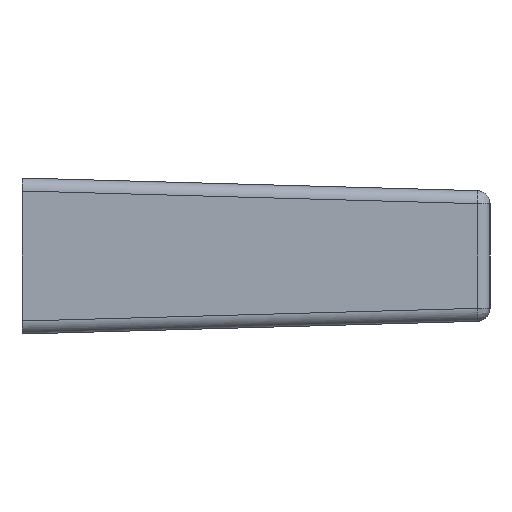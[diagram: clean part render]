
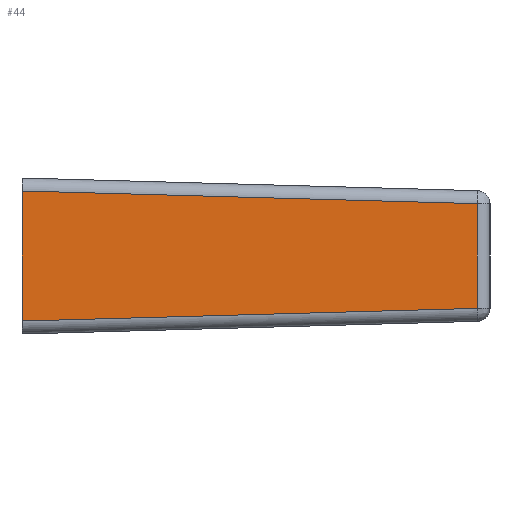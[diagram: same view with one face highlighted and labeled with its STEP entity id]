
A CAD part, left-side view. The second image highlights one B-rep face of the part: STEP entity #44.
In plain terms, the highlighted planar face has unit normal (-1, -0.028, 0).
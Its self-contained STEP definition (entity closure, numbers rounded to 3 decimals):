
#44=ADVANCED_FACE('',(#130),#129,.F.);
#129=PLANE('',#594);
#130=FACE_OUTER_BOUND('',#595,.T.);
#591=CARTESIAN_POINT('',(-93.93,-38.531,-6.));
#592=DIRECTION('',(1.,0.028,0.));
#593=DIRECTION('',(-0.028,1.,0.));
#594=AXIS2_PLACEMENT_3D('',#591,#592,#593);
#595=EDGE_LOOP('',(#1072,#1073,#1074,#1075));
#1072=ORIENTED_EDGE('',*,*,#1350,.T.);
#1073=ORIENTED_EDGE('',*,*,#1368,.T.);
#1074=ORIENTED_EDGE('',*,*,#1369,.T.);
#1075=ORIENTED_EDGE('',*,*,#1370,.T.);
#1350=EDGE_CURVE('',#1607,#1600,#1608,.T.);
#1368=EDGE_CURVE('',#1600,#1732,#1733,.T.);
#1369=EDGE_CURVE('',#1732,#1739,#1740,.T.);
#1370=EDGE_CURVE('',#1739,#1607,#1746,.T.);
#1600=VERTEX_POINT('',#2583);
#1607=VERTEX_POINT('',#2591);
#1608=LINE('',#2592,#2593);
#1732=VERTEX_POINT('',#2694);
#1733=LINE('',#2695,#2696);
#1739=VERTEX_POINT('',#2698);
#1740=LINE('',#2699,#2700);
#1746=LINE('',#2702,#2703);
#2583=CARTESIAN_POINT('',(-95.,0.,-5.));
#2591=CARTESIAN_POINT('',(-95.,0.,5.));
#2592=CARTESIAN_POINT('',(-95.,0.,5.));
#2593=VECTOR('',#2594,10.001);
#2594=DIRECTION('',(0.,0.,-1.));
#2694=CARTESIAN_POINT('',(-94.027,-35.028,-4.027));
#2695=CARTESIAN_POINT('',(-95.,0.,-5.));
#2696=VECTOR('',#2697,35.055);
#2697=DIRECTION('',(0.028,-0.999,0.028));
#2698=CARTESIAN_POINT('',(-94.027,-35.028,4.027));
#2699=CARTESIAN_POINT('',(-94.027,-35.028,-4.027));
#2700=VECTOR('',#2701,8.055);
#2701=DIRECTION('',(0.,0.,1.));
#2702=CARTESIAN_POINT('',(-94.027,-35.028,4.027));
#2703=VECTOR('',#2704,35.055);
#2704=DIRECTION('',(-0.028,0.999,0.028));
